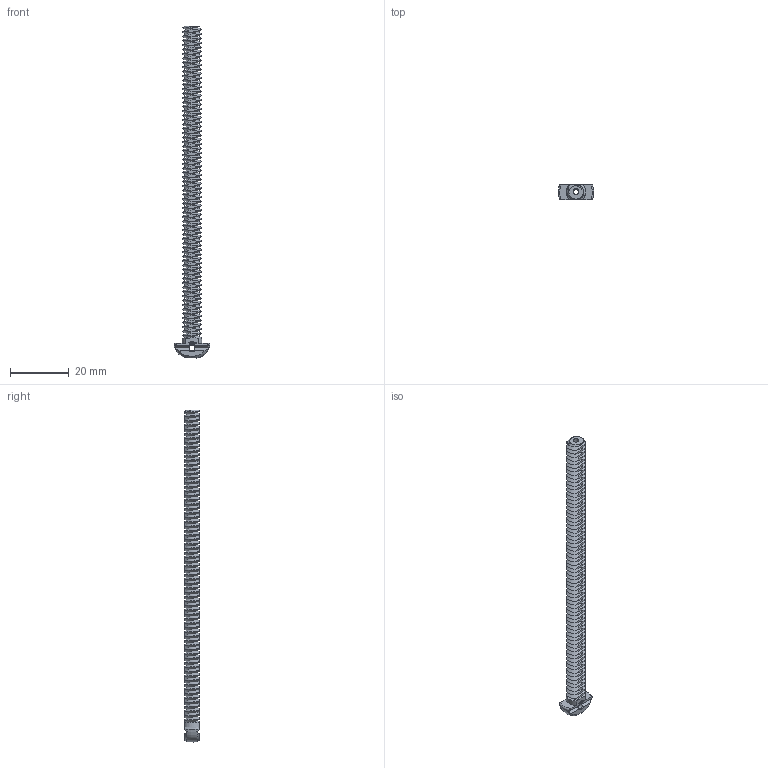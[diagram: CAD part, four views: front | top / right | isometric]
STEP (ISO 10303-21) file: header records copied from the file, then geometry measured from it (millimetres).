
FILE_DESCRIPTION(('FreeCAD Model'),'2;1');
FILE_NAME('Open CASCADE Shape Model','2023-10-26T22:33:54',(''),(''), 'Open CASCADE STEP processor 7.6','FreeCAD','Unknown');
FILE_SCHEMA(('AUTOMOTIVE_DESIGN { 1 0 10303 214 1 1 1 1 }'));
Products named in the file (1): Screw FL-RH RHD BU08.25 - SPN-SCR-0113 (stemfie.org)
Bounding box: 12.2 x 5 x 113.1 mm (x, y, z)
Volume: 2180.4 mm3; surface area: 4123.1 mm2
Topology: 1 solids, 1 shells, 880 faces, 2367 edges, 1515 vertices
Faces by surface type: plane 473, bspline 203, extrusion 184, cone 10, cylinder 6, torus 3, revolution 1
Full cylindrical faces by diameter (mm): 2 x2, 2.001 x1
Entity records: 116696 total; most frequent: CARTESIAN_POINT 74718, DIRECTION 5589, ORIENTED_EDGE 4734, PCURVE 4734, DEFINITIONAL_REPRESENTATION 4734, VECTOR 4465, LINE 4281, B_SPLINE_CURVE_WITH_KNOTS 2916
